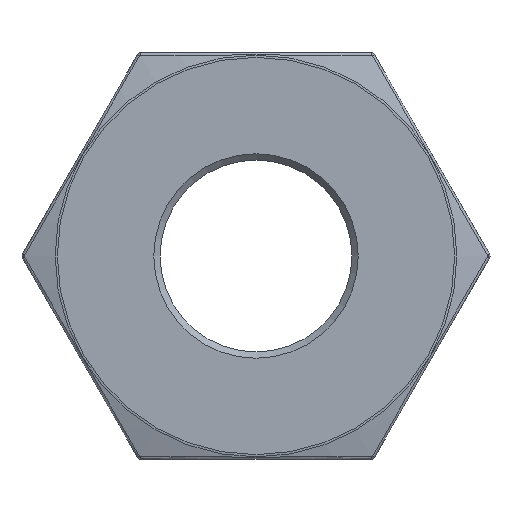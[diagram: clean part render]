
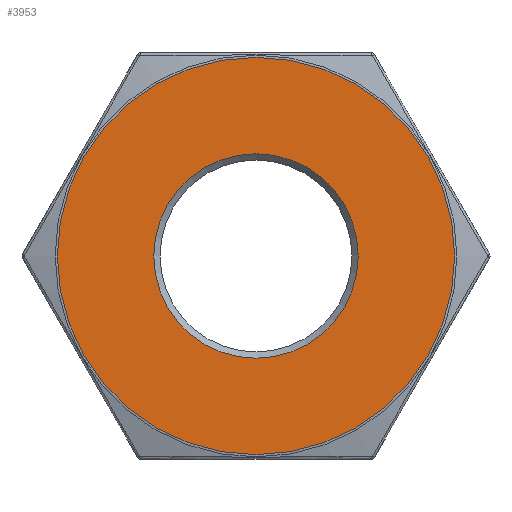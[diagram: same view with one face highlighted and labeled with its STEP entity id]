
A CAD part, left-side view. The second image highlights one B-rep face of the part: STEP entity #3953.
In plain terms, the highlighted planar face has unit normal (-1, 0, 0).
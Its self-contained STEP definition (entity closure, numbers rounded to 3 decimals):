
#542 = ORIENTED_EDGE ( 'NONE', *, *, #10687, .T. ) ;
#1165 = CARTESIAN_POINT ( 'NONE',  ( 0., 46.437, 0. ) ) ;
#1915 = AXIS2_PLACEMENT_3D ( 'NONE', #9991, #14671, #2100 ) ;
#2100 = DIRECTION ( 'NONE',  ( 0., 1., 0. ) ) ;
#2587 = CIRCLE ( 'NONE', #14576, 46.437 ) ;
#2874 = PLANE ( 'NONE',  #1915 ) ;
#3953 = ADVANCED_FACE ( 'NONE', ( #5318, #13362 ), #2874, .F. ) ;
#4396 = CARTESIAN_POINT ( 'NONE',  ( 0., 0., 23.901 ) ) ;
#5221 = EDGE_CURVE ( 'NONE', #10225, #10225, #13582, .T. ) ;
#5318 = FACE_OUTER_BOUND ( 'NONE', #10443, .T. ) ;
#7463 = EDGE_LOOP ( 'NONE', ( #10912 ) ) ;
#8004 = VERTEX_POINT ( 'NONE', #1165 ) ;
#9192 = DIRECTION ( 'NONE',  ( 0., 1., 0. ) ) ;
#9991 = CARTESIAN_POINT ( 'NONE',  ( 0., 0., 0. ) ) ;
#10100 = CARTESIAN_POINT ( 'NONE',  ( 0., 0., 0. ) ) ;
#10193 = CARTESIAN_POINT ( 'NONE',  ( 0., 0., 0. ) ) ;
#10225 = VERTEX_POINT ( 'NONE', #4396 ) ;
#10443 = EDGE_LOOP ( 'NONE', ( #542 ) ) ;
#10687 = EDGE_CURVE ( 'NONE', #8004, #8004, #2587, .T. ) ;
#10912 = ORIENTED_EDGE ( 'NONE', *, *, #5221, .F. ) ;
#12546 = DIRECTION ( 'NONE',  ( -1., 0., 0. ) ) ;
#13362 = FACE_BOUND ( 'NONE', #7463, .T. ) ;
#13582 = CIRCLE ( 'NONE', #14548, 23.901 ) ;
#13725 = DIRECTION ( 'NONE',  ( -1., 0., 0. ) ) ;
#14548 = AXIS2_PLACEMENT_3D ( 'NONE', #10100, #12546, #15097 ) ;
#14576 = AXIS2_PLACEMENT_3D ( 'NONE', #10193, #13725, #9192 ) ;
#14671 = DIRECTION ( 'NONE',  ( 1., 0., 0. ) ) ;
#15097 = DIRECTION ( 'NONE',  ( 0., 0., 1. ) ) ;
